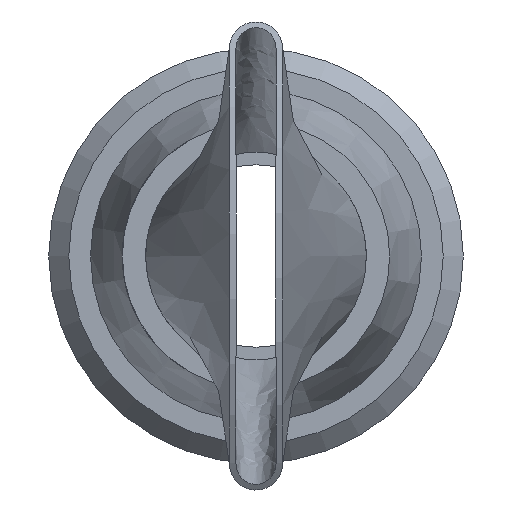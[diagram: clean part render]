
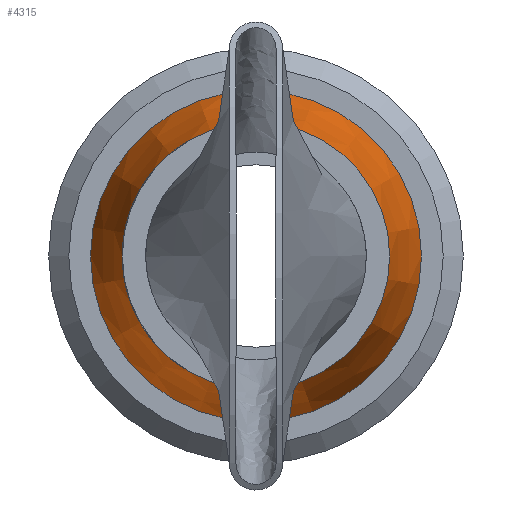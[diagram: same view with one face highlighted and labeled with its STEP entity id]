
A CAD part, left-side view. The second image highlights one B-rep face of the part: STEP entity #4315.
In plain terms, the highlighted conical face has half-angle 15.012 degrees and reference radius 22.372 mm.
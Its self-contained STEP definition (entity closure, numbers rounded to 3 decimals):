
#18=CONICAL_SURFACE($,#4670,22.372,15.012);
#69=FACE_BOUND($,#1286,.T.);
#998=FACE_OUTER_BOUND($,#1285,.T.);
#1285=EDGE_LOOP($,(#3881));
#1286=EDGE_LOOP($,(#3882));
#1670=CIRCLE($,#4622,19.995);
#1692=CIRCLE($,#4669,24.749);
#2074=VERTEX_POINT($,#9409);
#2096=VERTEX_POINT($,#9478);
#2689=EDGE_CURVE($,#2074,#2074,#1670,.T.);
#2711=EDGE_CURVE($,#2096,#2096,#1692,.T.);
#3881=ORIENTED_EDGE($,*,*,#2711,.T.);
#3882=ORIENTED_EDGE($,*,*,#2689,.F.);
#4315=ADVANCED_FACE($,(#998,#69),#18,.T.);
#4622=AXIS2_PLACEMENT_3D($,#9410,#5491,#5492);
#4669=AXIS2_PLACEMENT_3D($,#9479,#5585,#5586);
#4670=AXIS2_PLACEMENT_3D($,#9480,#5587,#5588);
#5491=DIRECTION('center_axis',(-1.,0.,0.));
#5492=DIRECTION('ref_axis',(0.,0.,1.));
#5585=DIRECTION('center_axis',(-1.,0.,0.));
#5586=DIRECTION('ref_axis',(0.,0.,1.));
#5587=DIRECTION('center_axis',(1.,0.,0.));
#5588=DIRECTION('ref_axis',(0.,0.,1.));
#9409=CARTESIAN_POINT('',(73.172,0.,19.995));
#9410=CARTESIAN_POINT('Origin',(73.172,0.,0.));
#9478=CARTESIAN_POINT('',(90.898,0.,24.749));
#9479=CARTESIAN_POINT('Origin',(90.898,0.,0.));
#9480=CARTESIAN_POINT('Origin',(82.035,0.,0.));
